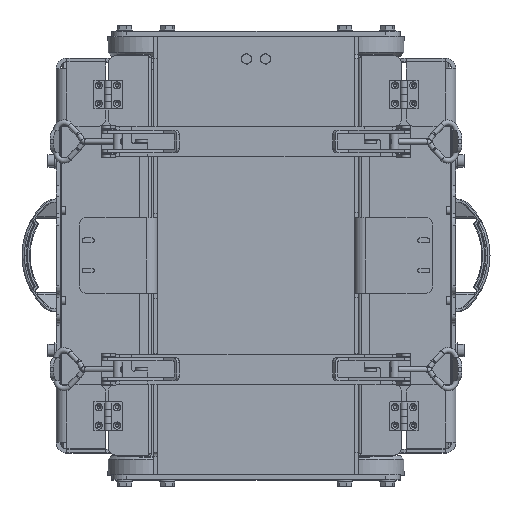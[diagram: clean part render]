
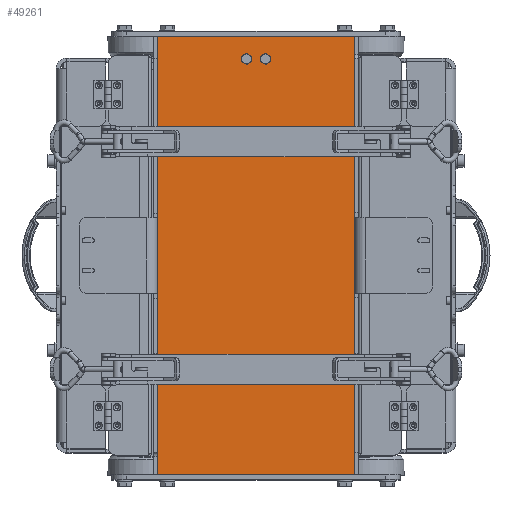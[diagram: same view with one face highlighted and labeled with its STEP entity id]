
A CAD part, top view. The second image highlights one B-rep face of the part: STEP entity #49261.
In plain terms, the highlighted planar face has unit normal (0, 0, 1).
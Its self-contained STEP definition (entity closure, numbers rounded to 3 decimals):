
#1686=LINE('',#75854,#5502);
#1687=LINE('',#75856,#5503);
#1688=LINE('',#75858,#5504);
#1689=LINE('',#75860,#5505);
#1690=LINE('',#75862,#5506);
#1729=LINE('',#76028,#5545);
#1740=LINE('',#76049,#5556);
#1741=LINE('',#76051,#5557);
#1742=LINE('',#76053,#5558);
#1743=LINE('',#76054,#5559);
#3133=LINE('',#83595,#6949);
#3134=LINE('',#83597,#6950);
#3135=LINE('',#83599,#6951);
#3136=LINE('',#83601,#6952);
#3137=LINE('',#83603,#6953);
#3138=LINE('',#83605,#6954);
#3139=LINE('',#83606,#6955);
#3140=LINE('',#83608,#6956);
#3141=LINE('',#83610,#6957);
#3142=LINE('',#83612,#6958);
#3143=LINE('',#83614,#6959);
#3144=LINE('',#83616,#6960);
#3145=LINE('',#83618,#6961);
#3146=LINE('',#83619,#6962);
#5502=VECTOR('',#60279,10.);
#5503=VECTOR('',#60280,10.);
#5504=VECTOR('',#60281,10.);
#5505=VECTOR('',#60282,10.);
#5506=VECTOR('',#60283,10.);
#5545=VECTOR('',#60426,10.);
#5556=VECTOR('',#60437,10.);
#5557=VECTOR('',#60438,10.);
#5558=VECTOR('',#60439,10.);
#5559=VECTOR('',#60440,10.);
#6949=VECTOR('',#65196,10.);
#6950=VECTOR('',#65197,10.);
#6951=VECTOR('',#65198,10.);
#6952=VECTOR('',#65199,10.);
#6953=VECTOR('',#65200,10.);
#6954=VECTOR('',#65201,10.);
#6955=VECTOR('',#65202,10.);
#6956=VECTOR('',#65203,10.);
#6957=VECTOR('',#65204,10.);
#6958=VECTOR('',#65205,10.);
#6959=VECTOR('',#65206,10.);
#6960=VECTOR('',#65207,10.);
#6961=VECTOR('',#65208,10.);
#6962=VECTOR('',#65209,10.);
#9508=PLANE('',#53751);
#11523=FACE_BOUND('',#17390,.T.);
#11524=FACE_BOUND('',#17391,.T.);
#13840=FACE_OUTER_BOUND('',#17389,.T.);
#17389=EDGE_LOOP('',(#40554,#40555,#40556,#40557,#40558,#40559,#40560,#40561,
#40562,#40563,#40564,#40565,#40566,#40567,#40568,#40569,#40570,#40571,#40572,
#40573,#40574,#40575,#40576,#40577));
#17390=EDGE_LOOP('',(#40578));
#17391=EDGE_LOOP('',(#40579));
#20038=CIRCLE('',#53752,4.5);
#20039=CIRCLE('',#53753,4.5);
#22216=VERTEX_POINT('',#75851);
#22217=VERTEX_POINT('',#75853);
#22218=VERTEX_POINT('',#75855);
#22219=VERTEX_POINT('',#75857);
#22220=VERTEX_POINT('',#75859);
#22221=VERTEX_POINT('',#75861);
#22295=VERTEX_POINT('',#76026);
#22296=VERTEX_POINT('',#76027);
#22305=VERTEX_POINT('',#76046);
#22306=VERTEX_POINT('',#76048);
#22307=VERTEX_POINT('',#76050);
#22308=VERTEX_POINT('',#76052);
#23736=VERTEX_POINT('',#83594);
#23737=VERTEX_POINT('',#83596);
#23738=VERTEX_POINT('',#83598);
#23739=VERTEX_POINT('',#83600);
#23740=VERTEX_POINT('',#83602);
#23741=VERTEX_POINT('',#83604);
#23742=VERTEX_POINT('',#83607);
#23743=VERTEX_POINT('',#83609);
#23744=VERTEX_POINT('',#83611);
#23745=VERTEX_POINT('',#83613);
#23746=VERTEX_POINT('',#83615);
#23747=VERTEX_POINT('',#83617);
#23748=VERTEX_POINT('',#83620);
#23749=VERTEX_POINT('',#83622);
#27252=EDGE_CURVE('',#22216,#22217,#1686,.T.);
#27253=EDGE_CURVE('',#22217,#22218,#1687,.T.);
#27254=EDGE_CURVE('',#22219,#22218,#1688,.T.);
#27255=EDGE_CURVE('',#22219,#22220,#1689,.T.);
#27256=EDGE_CURVE('',#22220,#22221,#1690,.T.);
#27334=EDGE_CURVE('',#22295,#22296,#1729,.T.);
#27345=EDGE_CURVE('',#22305,#22306,#1740,.T.);
#27346=EDGE_CURVE('',#22306,#22307,#1741,.T.);
#27347=EDGE_CURVE('',#22308,#22307,#1742,.T.);
#27348=EDGE_CURVE('',#22308,#22295,#1743,.T.);
#29577=EDGE_CURVE('',#23736,#22216,#3133,.T.);
#29578=EDGE_CURVE('',#23737,#23736,#3134,.T.);
#29579=EDGE_CURVE('',#23738,#23737,#3135,.T.);
#29580=EDGE_CURVE('',#23738,#23739,#3136,.T.);
#29581=EDGE_CURVE('',#23740,#23739,#3137,.T.);
#29582=EDGE_CURVE('',#23741,#23740,#3138,.T.);
#29583=EDGE_CURVE('',#22296,#23741,#3139,.T.);
#29584=EDGE_CURVE('',#23742,#22305,#3140,.T.);
#29585=EDGE_CURVE('',#23743,#23742,#3141,.T.);
#29586=EDGE_CURVE('',#23744,#23743,#3142,.T.);
#29587=EDGE_CURVE('',#23745,#23744,#3143,.T.);
#29588=EDGE_CURVE('',#23746,#23745,#3144,.T.);
#29589=EDGE_CURVE('',#23747,#23746,#3145,.T.);
#29590=EDGE_CURVE('',#22221,#23747,#3146,.T.);
#29591=EDGE_CURVE('',#23748,#23748,#20038,.T.);
#29592=EDGE_CURVE('',#23749,#23749,#20039,.T.);
#40554=ORIENTED_EDGE('',*,*,#27254,.T.);
#40555=ORIENTED_EDGE('',*,*,#27253,.F.);
#40556=ORIENTED_EDGE('',*,*,#27252,.F.);
#40557=ORIENTED_EDGE('',*,*,#29577,.F.);
#40558=ORIENTED_EDGE('',*,*,#29578,.F.);
#40559=ORIENTED_EDGE('',*,*,#29579,.F.);
#40560=ORIENTED_EDGE('',*,*,#29580,.T.);
#40561=ORIENTED_EDGE('',*,*,#29581,.F.);
#40562=ORIENTED_EDGE('',*,*,#29582,.F.);
#40563=ORIENTED_EDGE('',*,*,#29583,.F.);
#40564=ORIENTED_EDGE('',*,*,#27334,.F.);
#40565=ORIENTED_EDGE('',*,*,#27348,.F.);
#40566=ORIENTED_EDGE('',*,*,#27347,.T.);
#40567=ORIENTED_EDGE('',*,*,#27346,.F.);
#40568=ORIENTED_EDGE('',*,*,#27345,.F.);
#40569=ORIENTED_EDGE('',*,*,#29584,.F.);
#40570=ORIENTED_EDGE('',*,*,#29585,.F.);
#40571=ORIENTED_EDGE('',*,*,#29586,.F.);
#40572=ORIENTED_EDGE('',*,*,#29587,.F.);
#40573=ORIENTED_EDGE('',*,*,#29588,.F.);
#40574=ORIENTED_EDGE('',*,*,#29589,.F.);
#40575=ORIENTED_EDGE('',*,*,#29590,.F.);
#40576=ORIENTED_EDGE('',*,*,#27256,.F.);
#40577=ORIENTED_EDGE('',*,*,#27255,.F.);
#40578=ORIENTED_EDGE('',*,*,#29591,.T.);
#40579=ORIENTED_EDGE('',*,*,#29592,.T.);
#49261=ADVANCED_FACE('',(#13840,#11523,#11524),#9508,.T.);
#53751=AXIS2_PLACEMENT_3D('',#83593,#65194,#65195);
#53752=AXIS2_PLACEMENT_3D('',#83621,#65210,#65211);
#53753=AXIS2_PLACEMENT_3D('',#83623,#65212,#65213);
#60279=DIRECTION('',(1.,0.,0.));
#60280=DIRECTION('',(1.,0.,0.));
#60281=DIRECTION('',(-1.,0.,0.));
#60282=DIRECTION('',(1.,0.,0.));
#60283=DIRECTION('',(1.,0.,0.));
#60426=DIRECTION('',(-1.,0.,0.));
#60437=DIRECTION('',(-1.,0.,0.));
#60438=DIRECTION('',(-1.,0.,0.));
#60439=DIRECTION('',(1.,0.,0.));
#60440=DIRECTION('',(-1.,0.,0.));
#65194=DIRECTION('center_axis',(0.,0.,1.));
#65195=DIRECTION('ref_axis',(1.,0.,0.));
#65196=DIRECTION('',(0.,1.,0.));
#65197=DIRECTION('',(0.,1.,0.));
#65198=DIRECTION('',(0.,1.,0.));
#65199=DIRECTION('',(0.,-1.,0.));
#65200=DIRECTION('',(0.,1.,0.));
#65201=DIRECTION('',(0.,1.,0.));
#65202=DIRECTION('',(0.,1.,0.));
#65203=DIRECTION('',(0.,-1.,0.));
#65204=DIRECTION('',(0.,-1.,0.));
#65205=DIRECTION('',(0.,-1.,0.));
#65206=DIRECTION('',(0.,-1.,0.));
#65207=DIRECTION('',(0.,-1.,0.));
#65208=DIRECTION('',(0.,-1.,0.));
#65209=DIRECTION('',(0.,-1.,0.));
#65210=DIRECTION('center_axis',(0.,0.,-1.));
#65211=DIRECTION('ref_axis',(-1.,0.,0.));
#65212=DIRECTION('center_axis',(0.,0.,-1.));
#65213=DIRECTION('ref_axis',(-1.,0.,0.));
#75851=CARTESIAN_POINT('',(0.,578.,266.));
#75853=CARTESIAN_POINT('',(119.9,578.,266.));
#75854=CARTESIAN_POINT('',(260.,578.,266.));
#75855=CARTESIAN_POINT('',(120.,578.,266.));
#75856=CARTESIAN_POINT('',(260.,578.,266.));
#75857=CARTESIAN_POINT('',(140.,578.,266.));
#75858=CARTESIAN_POINT('',(130.,578.,266.));
#75859=CARTESIAN_POINT('',(140.1,578.,266.));
#75860=CARTESIAN_POINT('',(260.,578.,266.));
#75861=CARTESIAN_POINT('',(260.,578.,266.));
#75862=CARTESIAN_POINT('',(260.,578.,266.));
#76026=CARTESIAN_POINT('',(119.9,0.,266.));
#76027=CARTESIAN_POINT('',(0.,0.,266.));
#76028=CARTESIAN_POINT('',(0.,0.,266.));
#76046=CARTESIAN_POINT('',(260.,0.,266.));
#76048=CARTESIAN_POINT('',(140.1,0.,266.));
#76049=CARTESIAN_POINT('',(0.,0.,266.));
#76050=CARTESIAN_POINT('',(140.,0.,266.));
#76051=CARTESIAN_POINT('',(0.,0.,266.));
#76052=CARTESIAN_POINT('',(120.,0.,266.));
#76053=CARTESIAN_POINT('',(130.,0.,266.));
#76054=CARTESIAN_POINT('',(0.,0.,266.));
#83593=CARTESIAN_POINT('Origin',(130.,289.,266.));
#83594=CARTESIAN_POINT('',(0.,564.,266.));
#83595=CARTESIAN_POINT('',(0.,578.,266.));
#83596=CARTESIAN_POINT('',(0.,299.1,266.));
#83597=CARTESIAN_POINT('',(0.,578.,266.));
#83598=CARTESIAN_POINT('',(0.,299.,266.));
#83599=CARTESIAN_POINT('',(0.,578.,266.));
#83600=CARTESIAN_POINT('',(0.,279.,266.));
#83601=CARTESIAN_POINT('',(0.,289.15,266.));
#83602=CARTESIAN_POINT('',(0.,278.9,266.));
#83603=CARTESIAN_POINT('',(0.,578.,266.));
#83604=CARTESIAN_POINT('',(0.,14.,266.));
#83605=CARTESIAN_POINT('',(0.,578.,266.));
#83606=CARTESIAN_POINT('',(0.,578.,266.));
#83607=CARTESIAN_POINT('',(260.,14.,266.));
#83608=CARTESIAN_POINT('',(260.,0.,266.));
#83609=CARTESIAN_POINT('',(260.,278.9,266.));
#83610=CARTESIAN_POINT('',(260.,288.85,266.));
#83611=CARTESIAN_POINT('',(260.,279.,266.));
#83612=CARTESIAN_POINT('',(260.,293.9,266.));
#83613=CARTESIAN_POINT('',(260.,299.,266.));
#83614=CARTESIAN_POINT('',(260.,293.9,266.));
#83615=CARTESIAN_POINT('',(260.,299.1,266.));
#83616=CARTESIAN_POINT('',(260.,293.9,266.));
#83617=CARTESIAN_POINT('',(260.,564.,266.));
#83618=CARTESIAN_POINT('',(260.,288.85,266.));
#83619=CARTESIAN_POINT('',(260.,564.,266.));
#83620=CARTESIAN_POINT('',(138.,548.,266.));
#83621=CARTESIAN_POINT('Origin',(142.5,548.,266.));
#83622=CARTESIAN_POINT('',(113.,548.,266.));
#83623=CARTESIAN_POINT('Origin',(117.5,548.,266.));
